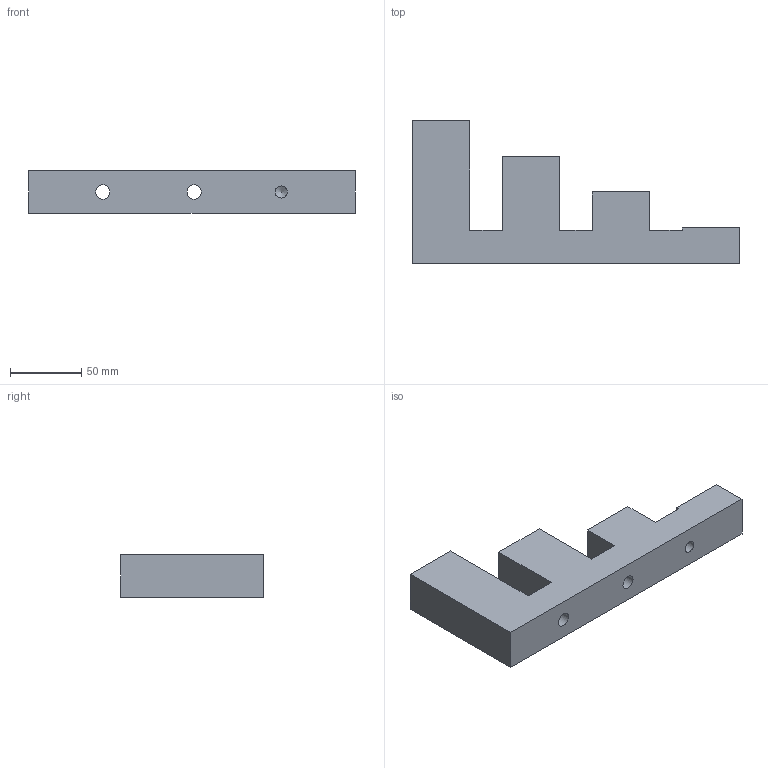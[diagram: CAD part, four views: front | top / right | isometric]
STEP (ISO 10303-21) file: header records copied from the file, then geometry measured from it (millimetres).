
FILE_DESCRIPTION (( 'STEP AP203' ), '1' );
FILE_NAME ('YIS11-4-40-8 Èçîëÿòîð ñòóïåí÷àòûé ÈÑâ4-40 (Ì10) ñèëîâîé ÈÝÊ.STEP', '2016-09-15T09:24:13', ( '' ), ( '' ), 'SwSTEP 2.0', 'SolidWorks 2014', '' );
FILE_SCHEMA (( 'CONFIG_CONTROL_DESIGN' ));
Length unit declared in the file: millimetre
Products named in the file (1): YIS11-4-40-8 Èçîëÿòîð ñòóïåí÷àòûé ÈÑâ4-40 (Ì10) ñèëîâîé ÈÝÊ
Bounding box: 229 x 100 x 30 mm (x, y, z)
Volume: 337231.7 mm3; surface area: 51085.2 mm2
Topology: 1 solids, 1 shells, 45 faces, 121 edges, 79 vertices
Faces by surface type: plane 33, cylinder 7, cone 5
Full cylindrical faces by diameter (mm): 8.5 x5, 10 x2
Entity records: 1351 total; most frequent: CARTESIAN_POINT 220, DIRECTION 208, ORIENTED_EDGE 204, EDGE_CURVE 102, VECTOR 88, LINE 88, VERTEX_POINT 72, EDGE_LOOP 62
